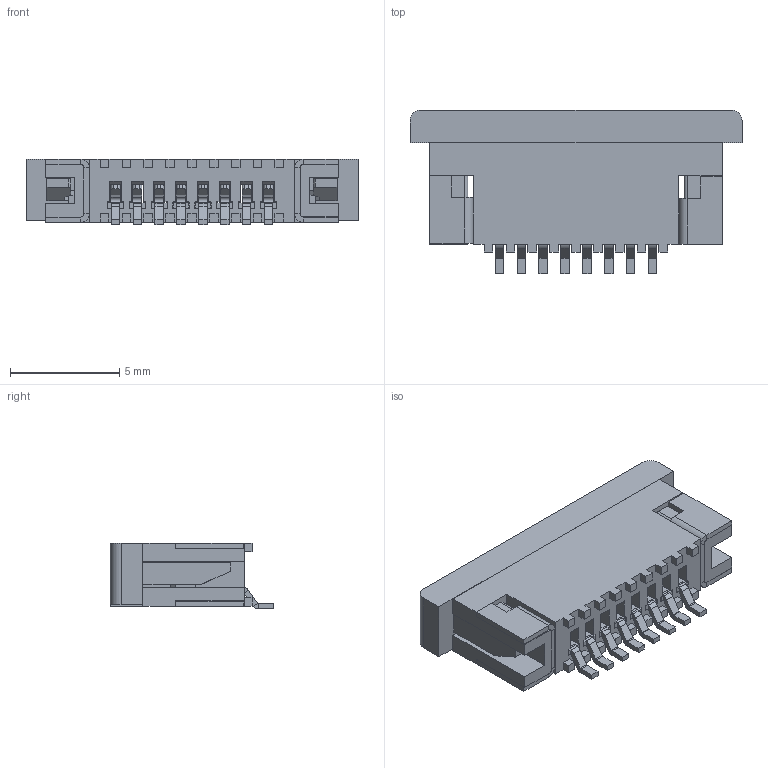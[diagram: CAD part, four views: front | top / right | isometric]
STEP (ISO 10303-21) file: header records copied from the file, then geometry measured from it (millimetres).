
FILE_DESCRIPTION(/* description */ (''),/* implementation_level */ '2;1');
FILE_NAME(/* name */ '5531-08-20-XXX.stp',/* time_stamp */ '2018-01-16T10:06:42+08:00',/* author */ (''),/* organization */ (''),/* preprocessor_version */ 'ST-DEVELOPER v15',/* originating_system */ 'SIEMENS PLM Software NX 9.0',/* authorisation */ '');
FILE_SCHEMA (('AP203_CONFIGURATION_CONTROLLED_3D_DESIGN_OF_MECHANICAL_PARTS_AND_ASSEMBLIES_MIM_LF { 1 0 10303 403 2 1 2}'));
Length unit declared in the file: millimetre
Products named in the file (1): 5531-08-20-
Bounding box: 15.2 x 7.5 x 3.02 mm (x, y, z)
Volume: 208.1 mm3; surface area: 857.5 mm2
Topology: 12 solids, 12 shells, 901 faces, 2323 edges, 1440 vertices
Faces by surface type: plane 775, cylinder 126
Entity records: 26894 total; most frequent: CARTESIAN_POINT 4665, ORIENTED_EDGE 4646, DIRECTION 4443, EDGE_CURVE 2323, LINE 2007, VECTOR 2007, VERTEX_POINT 1440, AXIS2_PLACEMENT_3D 1218
